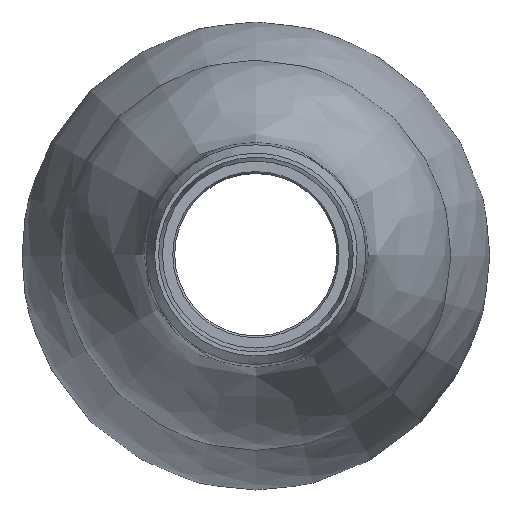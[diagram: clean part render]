
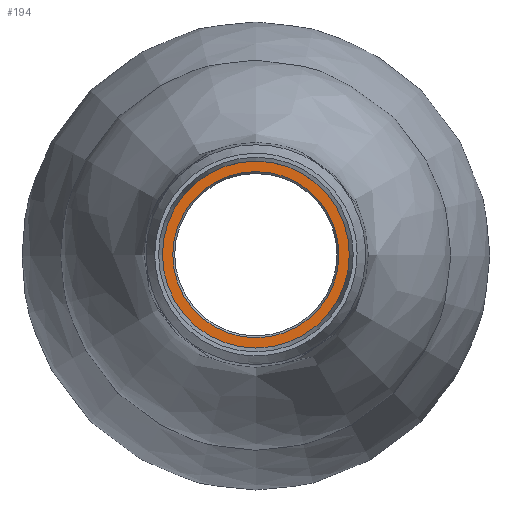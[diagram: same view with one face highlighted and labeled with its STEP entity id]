
A CAD part, top view. The second image highlights one B-rep face of the part: STEP entity #194.
In plain terms, the highlighted planar face has unit normal (0, 0, 1).
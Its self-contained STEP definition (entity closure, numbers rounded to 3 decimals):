
#20=FACE_BOUND('',#62,.T.);
#23=PLANE('',#223);
#26=CIRCLE('',#217,21.517);
#31=CIRCLE('',#224,24.2);
#47=FACE_OUTER_BOUND('',#61,.T.);
#61=EDGE_LOOP('',(#161));
#62=EDGE_LOOP('',(#162));
#96=VERTEX_POINT('',#1443);
#101=VERTEX_POINT('',#1457);
#116=EDGE_CURVE('',#96,#96,#26,.T.);
#123=EDGE_CURVE('',#101,#101,#31,.T.);
#161=ORIENTED_EDGE('',*,*,#123,.F.);
#162=ORIENTED_EDGE('',*,*,#116,.F.);
#194=ADVANCED_FACE('',(#47,#20),#23,.T.);
#217=AXIS2_PLACEMENT_3D('',#1444,#241,#242);
#223=AXIS2_PLACEMENT_3D('',#1456,#255,#256);
#224=AXIS2_PLACEMENT_3D('',#1458,#257,#258);
#241=DIRECTION('center_axis',(0.,0.,1.));
#242=DIRECTION('ref_axis',(1.,0.,0.));
#255=DIRECTION('center_axis',(0.,0.,1.));
#256=DIRECTION('ref_axis',(1.,0.,0.));
#257=DIRECTION('center_axis',(0.,0.,-1.));
#258=DIRECTION('ref_axis',(1.,0.,0.));
#1443=CARTESIAN_POINT('',(-21.517,0.,235.));
#1444=CARTESIAN_POINT('Origin',(0.,0.,235.));
#1456=CARTESIAN_POINT('Origin',(-24.2,0.,235.));
#1457=CARTESIAN_POINT('',(24.2,0.,235.));
#1458=CARTESIAN_POINT('Origin',(0.,0.,235.));
